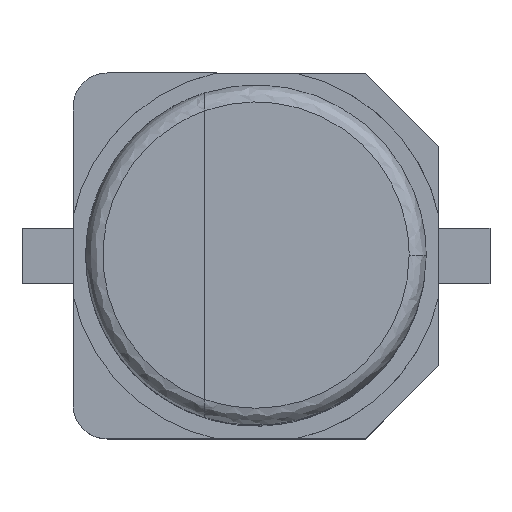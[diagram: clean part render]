
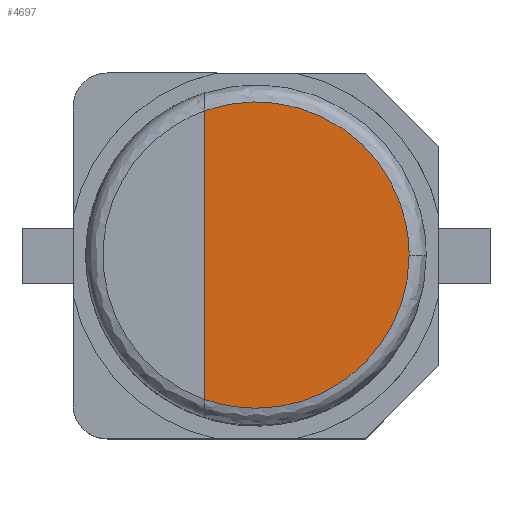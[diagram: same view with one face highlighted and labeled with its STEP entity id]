
A CAD part, top view. The second image highlights one B-rep face of the part: STEP entity #4697.
In plain terms, the highlighted free-form (B-spline) face has degree [1, 1] with [2, 2] control points.
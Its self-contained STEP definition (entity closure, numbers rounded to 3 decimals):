
#2827 = ( BOUNDED_SURFACE() B_SPLINE_SURFACE(2,2,(
    (#2828,#2829,#2830)
    ,(#2831,#2832,#2833)
    ,(#2834,#2835,#2836
)),.UNSPECIFIED.,.F.,.F.,.F.) B_SPLINE_SURFACE_WITH_KNOTS((3,3),(3,3),(
    4.373,6.283),(0.,1.571),
.PIECEWISE_BEZIER_KNOTS.) GEOMETRIC_REPRESENTATION_ITEM() 
RATIONAL_B_SPLINE_SURFACE((
    (1.,0.707,1.)
    ,(0.577,0.408,0.577)
,(1.,0.707,1.))) REPRESENTATION_ITEM('') SURFACE() );
#2828 = CARTESIAN_POINT('',(-0.5,-1.414,5.2));
#2829 = CARTESIAN_POINT('',(-0.5,-1.414,5.4));
#2830 = CARTESIAN_POINT('',(-0.45,-1.273,5.4));
#2831 = CARTESIAN_POINT('',(1.5,-2.121,5.2));
#2832 = CARTESIAN_POINT('',(1.5,-2.121,5.4));
#2833 = CARTESIAN_POINT('',(1.35,-1.909,5.4));
#2834 = CARTESIAN_POINT('',(1.5,0.,5.2));
#2835 = CARTESIAN_POINT('',(1.5,0.,5.4));
#2836 = CARTESIAN_POINT('',(1.35,0.,5.4));
#3113 = ( BOUNDED_SURFACE() B_SPLINE_SURFACE(2,2,(
    (#3114,#3115,#3116)
    ,(#3117,#3118,#3119)
    ,(#3120,#3121,#3122
)),.UNSPECIFIED.,.F.,.F.,.F.) B_SPLINE_SURFACE_WITH_KNOTS((3,3),(3,3),(
    0.,1.911),(0.,1.571),.PIECEWISE_BEZIER_KNOTS.) 
GEOMETRIC_REPRESENTATION_ITEM() RATIONAL_B_SPLINE_SURFACE((
    (1.,0.707,1.)
    ,(0.577,0.408,0.577)
,(1.,0.707,1.))) REPRESENTATION_ITEM('') SURFACE() );
#3114 = CARTESIAN_POINT('',(1.5,0.,5.2));
#3115 = CARTESIAN_POINT('',(1.5,0.,5.4));
#3116 = CARTESIAN_POINT('',(1.35,0.,5.4));
#3117 = CARTESIAN_POINT('',(1.5,2.121,5.2));
#3118 = CARTESIAN_POINT('',(1.5,2.121,5.4));
#3119 = CARTESIAN_POINT('',(1.35,1.909,5.4));
#3120 = CARTESIAN_POINT('',(-0.5,1.414,5.2));
#3121 = CARTESIAN_POINT('',(-0.5,1.414,5.4));
#3122 = CARTESIAN_POINT('',(-0.45,1.273,5.4));
#3263 = EDGE_CURVE('',#3264,#3266,#3268,.T.);
#3264 = VERTEX_POINT('',#3265);
#3265 = CARTESIAN_POINT('',(1.35,0.,5.4));
#3266 = VERTEX_POINT('',#3267);
#3267 = CARTESIAN_POINT('',(-0.45,-1.273,5.4));
#3268 = SURFACE_CURVE('',#3269,(#3273,#3280),.PCURVE_S1.);
#3269 = ( BOUNDED_CURVE() B_SPLINE_CURVE(2,(#3270,#3271,#3272),
.UNSPECIFIED.,.F.,.F.) B_SPLINE_CURVE_WITH_KNOTS((3,3),(0.,
1.911),.PIECEWISE_BEZIER_KNOTS.) CURVE() 
GEOMETRIC_REPRESENTATION_ITEM() RATIONAL_B_SPLINE_CURVE((1.,
0.577,1.)) REPRESENTATION_ITEM('') );
#3270 = CARTESIAN_POINT('',(1.35,0.,5.4));
#3271 = CARTESIAN_POINT('',(1.35,-1.909,5.4));
#3272 = CARTESIAN_POINT('',(-0.45,-1.273,5.4));
#3273 = PCURVE('',#2827,#3274);
#3274 = DEFINITIONAL_REPRESENTATION('',(#3275),#3279);
#3275 = B_SPLINE_CURVE_WITH_KNOTS('',2,(#3276,#3277,#3278),
  .UNSPECIFIED.,.F.,.F.,(3,3),(0.,1.911),
  .PIECEWISE_BEZIER_KNOTS.);
#3276 = CARTESIAN_POINT('',(6.283,1.571));
#3277 = CARTESIAN_POINT('',(5.328,1.571));
#3278 = CARTESIAN_POINT('',(4.373,1.571));
#3279 = ( GEOMETRIC_REPRESENTATION_CONTEXT(2) 
PARAMETRIC_REPRESENTATION_CONTEXT() REPRESENTATION_CONTEXT('2D SPACE',''
  ) );
#3280 = PCURVE('',#3281,#3286);
#3281 = B_SPLINE_SURFACE_WITH_KNOTS('',1,1,(
    (#3282,#3283)
    ,(#3284,#3285
    )),.UNSPECIFIED.,.F.,.F.,.F.,(2,2),(2,2),(-0.6,1.8),(-1.8,1.8),
  .PIECEWISE_BEZIER_KNOTS.);
#3282 = CARTESIAN_POINT('',(-0.45,1.35,5.4));
#3283 = CARTESIAN_POINT('',(-0.45,-1.35,5.4));
#3284 = CARTESIAN_POINT('',(1.35,1.35,5.4));
#3285 = CARTESIAN_POINT('',(1.35,-1.35,5.4));
#3286 = DEFINITIONAL_REPRESENTATION('',(#3287),#3291);
#3287 = ( BOUNDED_CURVE() B_SPLINE_CURVE(2,(#3288,#3289,#3290),
.UNSPECIFIED.,.F.,.F.) B_SPLINE_CURVE_WITH_KNOTS((3,3),(0.,
1.911),.PIECEWISE_BEZIER_KNOTS.) CURVE() 
GEOMETRIC_REPRESENTATION_ITEM() RATIONAL_B_SPLINE_CURVE((1.,
0.577,1.)) REPRESENTATION_ITEM('') );
#3288 = CARTESIAN_POINT('',(1.8,0.));
#3289 = CARTESIAN_POINT('',(1.8,2.546));
#3290 = CARTESIAN_POINT('',(-0.6,1.697));
#3291 = ( GEOMETRIC_REPRESENTATION_CONTEXT(2) 
PARAMETRIC_REPRESENTATION_CONTEXT() REPRESENTATION_CONTEXT('2D SPACE',''
  ) );
#3412 = B_SPLINE_SURFACE_WITH_KNOTS('',1,1,(
    (#3413,#3414)
    ,(#3415,#3416
    )),.UNSPECIFIED.,.F.,.F.,.F.,(2,2),(2,2),(0.,0.2),(-3.908,
    -0.149),.PIECEWISE_BEZIER_KNOTS.);
#3413 = CARTESIAN_POINT('',(-0.45,1.431,5.2));
#3414 = CARTESIAN_POINT('',(-0.45,-1.388,5.2));
#3415 = CARTESIAN_POINT('',(-0.45,1.431,5.4));
#3416 = CARTESIAN_POINT('',(-0.45,-1.388,5.4));
#4440 = VERTEX_POINT('',#4441);
#4441 = CARTESIAN_POINT('',(-0.45,1.273,5.4));
#4675 = EDGE_CURVE('',#4440,#3264,#4676,.T.);
#4676 = SURFACE_CURVE('',#4677,(#4681,#4688),.PCURVE_S1.);
#4677 = ( BOUNDED_CURVE() B_SPLINE_CURVE(2,(#4678,#4679,#4680),
.UNSPECIFIED.,.F.,.F.) B_SPLINE_CURVE_WITH_KNOTS((3,3),(4.373,
6.283),.PIECEWISE_BEZIER_KNOTS.) CURVE() 
GEOMETRIC_REPRESENTATION_ITEM() RATIONAL_B_SPLINE_CURVE((1.,
0.577,1.)) REPRESENTATION_ITEM('') );
#4678 = CARTESIAN_POINT('',(-0.45,1.273,5.4));
#4679 = CARTESIAN_POINT('',(1.35,1.909,5.4));
#4680 = CARTESIAN_POINT('',(1.35,0.,5.4));
#4681 = PCURVE('',#3113,#4682);
#4682 = DEFINITIONAL_REPRESENTATION('',(#4683),#4687);
#4683 = B_SPLINE_CURVE_WITH_KNOTS('',2,(#4684,#4685,#4686),
  .UNSPECIFIED.,.F.,.F.,(3,3),(4.373,6.283),
  .PIECEWISE_BEZIER_KNOTS.);
#4684 = CARTESIAN_POINT('',(1.911,1.571));
#4685 = CARTESIAN_POINT('',(0.955,1.571));
#4686 = CARTESIAN_POINT('',(0.,1.571));
#4687 = ( GEOMETRIC_REPRESENTATION_CONTEXT(2) 
PARAMETRIC_REPRESENTATION_CONTEXT() REPRESENTATION_CONTEXT('2D SPACE',''
  ) );
#4688 = PCURVE('',#3281,#4689);
#4689 = DEFINITIONAL_REPRESENTATION('',(#4690),#4694);
#4690 = ( BOUNDED_CURVE() B_SPLINE_CURVE(2,(#4691,#4692,#4693),
.UNSPECIFIED.,.F.,.F.) B_SPLINE_CURVE_WITH_KNOTS((3,3),(4.373,
6.283),.PIECEWISE_BEZIER_KNOTS.) CURVE() 
GEOMETRIC_REPRESENTATION_ITEM() RATIONAL_B_SPLINE_CURVE((1.,
0.577,1.)) REPRESENTATION_ITEM('') );
#4691 = CARTESIAN_POINT('',(-0.6,-1.697));
#4692 = CARTESIAN_POINT('',(1.8,-2.546));
#4693 = CARTESIAN_POINT('',(1.8,0.));
#4694 = ( GEOMETRIC_REPRESENTATION_CONTEXT(2) 
PARAMETRIC_REPRESENTATION_CONTEXT() REPRESENTATION_CONTEXT('2D SPACE',''
  ) );
#4697 = ADVANCED_FACE('',(#4698),#3281,.F.);
#4698 = FACE_BOUND('',#4699,.F.);
#4699 = EDGE_LOOP('',(#4700,#4701,#4702));
#4700 = ORIENTED_EDGE('',*,*,#4675,.T.);
#4701 = ORIENTED_EDGE('',*,*,#3263,.T.);
#4702 = ORIENTED_EDGE('',*,*,#4703,.T.);
#4703 = EDGE_CURVE('',#3266,#4440,#4704,.T.);
#4704 = SURFACE_CURVE('',#4705,(#4708,#4714),.PCURVE_S1.);
#4705 = B_SPLINE_CURVE_WITH_KNOTS('',1,(#4706,#4707),.UNSPECIFIED.,.F.,
  .F.,(2,2),(0.303,3.697),.PIECEWISE_BEZIER_KNOTS.);
#4706 = CARTESIAN_POINT('',(-0.45,-1.273,5.4));
#4707 = CARTESIAN_POINT('',(-0.45,1.273,5.4));
#4708 = PCURVE('',#3281,#4709);
#4709 = DEFINITIONAL_REPRESENTATION('',(#4710),#4713);
#4710 = B_SPLINE_CURVE_WITH_KNOTS('',1,(#4711,#4712),.UNSPECIFIED.,.F.,
  .F.,(2,2),(0.303,3.697),.PIECEWISE_BEZIER_KNOTS.);
#4711 = CARTESIAN_POINT('',(-0.6,1.697));
#4712 = CARTESIAN_POINT('',(-0.6,-1.697));
#4713 = ( GEOMETRIC_REPRESENTATION_CONTEXT(2) 
PARAMETRIC_REPRESENTATION_CONTEXT() REPRESENTATION_CONTEXT('2D SPACE',''
  ) );
#4714 = PCURVE('',#3412,#4715);
#4715 = DEFINITIONAL_REPRESENTATION('',(#4716),#4719);
#4716 = B_SPLINE_CURVE_WITH_KNOTS('',1,(#4717,#4718),.UNSPECIFIED.,.F.,
  .F.,(2,2),(0.303,3.697),.PIECEWISE_BEZIER_KNOTS.);
#4717 = CARTESIAN_POINT('',(0.2,-0.303));
#4718 = CARTESIAN_POINT('',(0.2,-3.697));
#4719 = ( GEOMETRIC_REPRESENTATION_CONTEXT(2) 
PARAMETRIC_REPRESENTATION_CONTEXT() REPRESENTATION_CONTEXT('2D SPACE',''
  ) );
